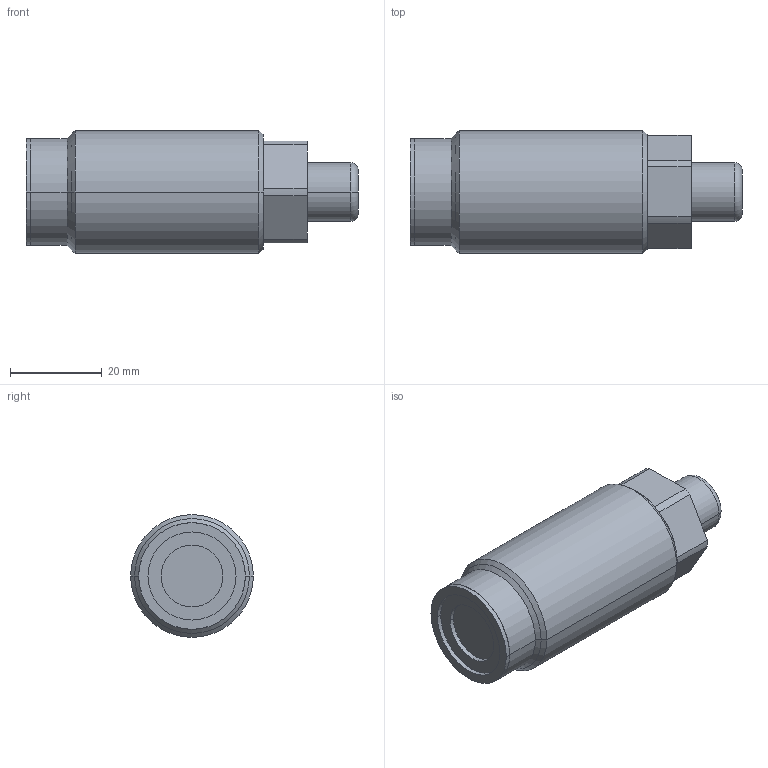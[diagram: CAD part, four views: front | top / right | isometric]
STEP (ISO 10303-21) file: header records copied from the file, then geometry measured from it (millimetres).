
FILE_DESCRIPTION((''),'2;1');
FILE_NAME('ILC21010808','2005-05-05T',('KR'),(''),'PRO/ENGINEER BY PARAMETRIC TECHNOLOGY CORPORATION, 2004290','PRO/ENGINEER BY PARAMETRIC TECHNOLOGY CORPORATION, 2004290','');
FILE_SCHEMA(('AUTOMOTIVE_DESIGN_CC2 { 1 2 10303 214 -1 1 5 2 }'));
Length unit declared in the file: inch
Products named in the file (1): ILC21010808
Bounding box: 72.26 x 26.72 x 26.72 mm (x, y, z)
Volume: 32232.7 mm3; surface area: 10965.3 mm2
Topology: 2 solids, 4 shells, 52 faces, 112 edges, 67 vertices
Faces by surface type: cylinder 24, plane 20, cone 6, torus 2
Entity records: 1530 total; most frequent: DIRECTION 278, CARTESIAN_POINT 230, ORIENTED_EDGE 214, AXIS2_PLACEMENT_3D 115, EDGE_CURVE 110, COLOUR_RGB 105, VERTEX_POINT 67, CIRCLE 62
